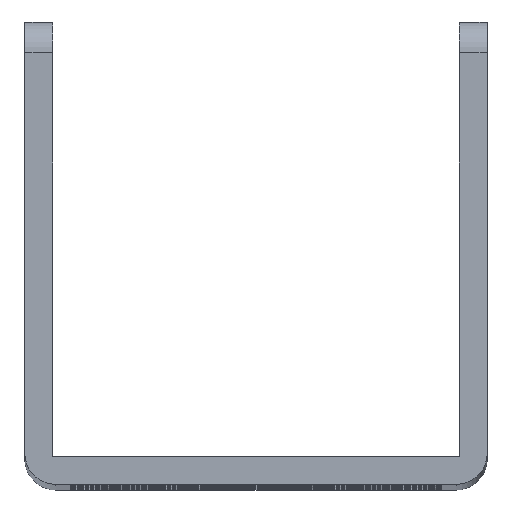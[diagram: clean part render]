
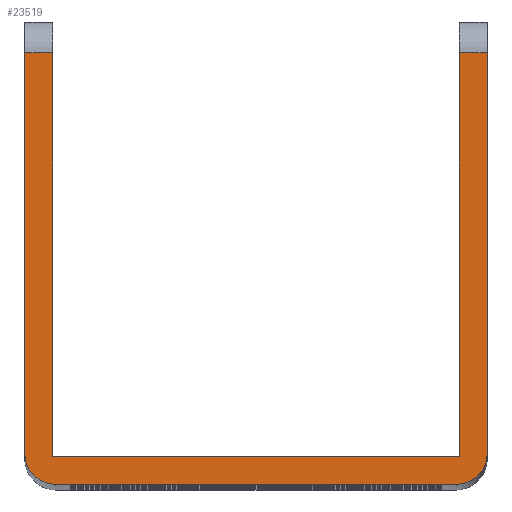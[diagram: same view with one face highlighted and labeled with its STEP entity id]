
A CAD part, top view. The second image highlights one B-rep face of the part: STEP entity #23519.
In plain terms, the highlighted planar face has unit normal (0, 0, 1).
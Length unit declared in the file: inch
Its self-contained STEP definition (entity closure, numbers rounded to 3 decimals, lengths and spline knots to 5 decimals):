
#59 = AXIS2_PLACEMENT_3D ( 'NONE', #11862, #9345, #23422 ) ;
#189 = EDGE_CURVE ( 'NONE', #32895, #8305, #20793, .T. ) ;
#620 = EDGE_CURVE ( 'NONE', #3061, #32895, #2840, .T. ) ;
#802 = EDGE_CURVE ( 'NONE', #35577, #32987, #4171, .T. ) ;
#866 = DIRECTION ( 'NONE',  ( 0., -1., 0. ) ) ;
#1097 = VERTEX_POINT ( 'NONE', #11820 ) ;
#1967 = CARTESIAN_POINT ( 'NONE',  ( 0., 1.4, 10.5 ) ) ;
#2699 = EDGE_CURVE ( 'NONE', #8305, #23373, #21012, .T. ) ;
#2747 = LINE ( 'NONE', #11303, #9523 ) ;
#2840 = CIRCLE ( 'NONE', #59, 0.1 ) ;
#3061 = VERTEX_POINT ( 'NONE', #23577 ) ;
#3100 = CARTESIAN_POINT ( 'NONE',  ( 1.41, 1.4, 10.5 ) ) ;
#3268 = ORIENTED_EDGE ( 'NONE', *, *, #22542, .T. ) ;
#3437 = CARTESIAN_POINT ( 'NONE',  ( 1.5, 0., 10.5 ) ) ;
#3525 = CARTESIAN_POINT ( 'NONE',  ( 1.41, 0.09, 10.5 ) ) ;
#4171 = LINE ( 'NONE', #10097, #16344 ) ;
#4740 = CARTESIAN_POINT ( 'NONE',  ( 1.5, 0.1, 10.5 ) ) ;
#6991 = CARTESIAN_POINT ( 'NONE',  ( 0.09, 0.09, 10.5 ) ) ;
#7260 = DIRECTION ( 'NONE',  ( -1., 0., 0. ) ) ;
#7549 = ORIENTED_EDGE ( 'NONE', *, *, #189, .T. ) ;
#8305 = VERTEX_POINT ( 'NONE', #24068 ) ;
#9116 = ORIENTED_EDGE ( 'NONE', *, *, #35705, .T. ) ;
#9345 = DIRECTION ( 'NONE',  ( 0., 0., 1. ) ) ;
#9426 = EDGE_LOOP ( 'NONE', ( #27758, #24534, #27911, #3268, #9116, #10586, #7549, #34430, #16346, #16243 ) ) ;
#9523 = VECTOR ( 'NONE', #29016, 39.37008 ) ;
#10097 = CARTESIAN_POINT ( 'NONE',  ( 0.09, 1.5, 10.5 ) ) ;
#10354 = CARTESIAN_POINT ( 'NONE',  ( 0.1, 0., 10.5 ) ) ;
#10473 = DIRECTION ( 'NONE',  ( 0., 0., 1. ) ) ;
#10586 = ORIENTED_EDGE ( 'NONE', *, *, #620, .T. ) ;
#10655 = EDGE_CURVE ( 'NONE', #16997, #35577, #18388, .T. ) ;
#11303 = CARTESIAN_POINT ( 'NONE',  ( 0., 1.4, 10.5 ) ) ;
#11820 = CARTESIAN_POINT ( 'NONE',  ( 0., 0.1, 10.5 ) ) ;
#11862 = CARTESIAN_POINT ( 'NONE',  ( 1.4, 0.1, 10.5 ) ) ;
#12704 = LINE ( 'NONE', #26453, #17589 ) ;
#12874 = CARTESIAN_POINT ( 'NONE',  ( 0.1, 0.1, 10.5 ) ) ;
#13934 = CARTESIAN_POINT ( 'NONE',  ( 0., 1.4, 10.5 ) ) ;
#14730 = VECTOR ( 'NONE', #7260, 39.37008 ) ;
#15131 = EDGE_CURVE ( 'NONE', #23373, #16997, #23820, .T. ) ;
#15143 = DIRECTION ( 'NONE',  ( -1., 0., 0. ) ) ;
#15348 = CARTESIAN_POINT ( 'NONE',  ( 1.5, 1.5, 10.5 ) ) ;
#15710 = CIRCLE ( 'NONE', #16597, 0.1 ) ;
#16243 = ORIENTED_EDGE ( 'NONE', *, *, #10655, .T. ) ;
#16344 = VECTOR ( 'NONE', #32941, 39.37008 ) ;
#16346 = ORIENTED_EDGE ( 'NONE', *, *, #15131, .T. ) ;
#16597 = AXIS2_PLACEMENT_3D ( 'NONE', #12874, #10473, #21582 ) ;
#16997 = VERTEX_POINT ( 'NONE', #3525 ) ;
#17589 = VECTOR ( 'NONE', #866, 39.37008 ) ;
#18388 = LINE ( 'NONE', #6991, #34924 ) ;
#20793 = LINE ( 'NONE', #15348, #36918 ) ;
#21012 = LINE ( 'NONE', #1967, #14730 ) ;
#21015 = EDGE_CURVE ( 'NONE', #33057, #1097, #12704, .T. ) ;
#21472 = EDGE_CURVE ( 'NONE', #32987, #33057, #2747, .T. ) ;
#21582 = DIRECTION ( 'NONE',  ( -1., 0., 0. ) ) ;
#21596 = AXIS2_PLACEMENT_3D ( 'NONE', #23607, #32377, #15143 ) ;
#22018 = CARTESIAN_POINT ( 'NONE',  ( 0.09, 1.4, 10.5 ) ) ;
#22229 = VERTEX_POINT ( 'NONE', #10354 ) ;
#22542 = EDGE_CURVE ( 'NONE', #1097, #22229, #15710, .T. ) ;
#23088 = DIRECTION ( 'NONE',  ( 1., 0., 0. ) ) ;
#23373 = VERTEX_POINT ( 'NONE', #3100 ) ;
#23422 = DIRECTION ( 'NONE',  ( -1., 0., 0. ) ) ;
#23519 = ADVANCED_FACE ( 'NONE', ( #25588 ), #32255, .F. ) ;
#23577 = CARTESIAN_POINT ( 'NONE',  ( 1.4, 0., 10.5 ) ) ;
#23607 = CARTESIAN_POINT ( 'NONE',  ( 0., 0., 10.5 ) ) ;
#23820 = LINE ( 'NONE', #27761, #24751 ) ;
#24068 = CARTESIAN_POINT ( 'NONE',  ( 1.5, 1.4, 10.5 ) ) ;
#24534 = ORIENTED_EDGE ( 'NONE', *, *, #21472, .T. ) ;
#24751 = VECTOR ( 'NONE', #25241, 39.37008 ) ;
#25241 = DIRECTION ( 'NONE',  ( 0., -1., 0. ) ) ;
#25588 = FACE_OUTER_BOUND ( 'NONE', #9426, .T. ) ;
#26322 = LINE ( 'NONE', #3437, #28526 ) ;
#26453 = CARTESIAN_POINT ( 'NONE',  ( 0., 0., 10.5 ) ) ;
#27758 = ORIENTED_EDGE ( 'NONE', *, *, #802, .T. ) ;
#27761 = CARTESIAN_POINT ( 'NONE',  ( 1.41, 0.09, 10.5 ) ) ;
#27911 = ORIENTED_EDGE ( 'NONE', *, *, #21015, .T. ) ;
#28526 = VECTOR ( 'NONE', #23088, 39.37008 ) ;
#29016 = DIRECTION ( 'NONE',  ( -1., 0., 0. ) ) ;
#29772 = DIRECTION ( 'NONE',  ( -1., 0., 0. ) ) ;
#31513 = CARTESIAN_POINT ( 'NONE',  ( 0.09, 0.09, 10.5 ) ) ;
#32087 = DIRECTION ( 'NONE',  ( 0., 1., 0. ) ) ;
#32255 = PLANE ( 'NONE',  #21596 ) ;
#32377 = DIRECTION ( 'NONE',  ( 0., 0., -1. ) ) ;
#32895 = VERTEX_POINT ( 'NONE', #4740 ) ;
#32941 = DIRECTION ( 'NONE',  ( 0., 1., 0. ) ) ;
#32987 = VERTEX_POINT ( 'NONE', #22018 ) ;
#33057 = VERTEX_POINT ( 'NONE', #13934 ) ;
#34430 = ORIENTED_EDGE ( 'NONE', *, *, #2699, .T. ) ;
#34924 = VECTOR ( 'NONE', #29772, 39.37008 ) ;
#35577 = VERTEX_POINT ( 'NONE', #31513 ) ;
#35705 = EDGE_CURVE ( 'NONE', #22229, #3061, #26322, .T. ) ;
#36918 = VECTOR ( 'NONE', #32087, 39.37008 ) ;
